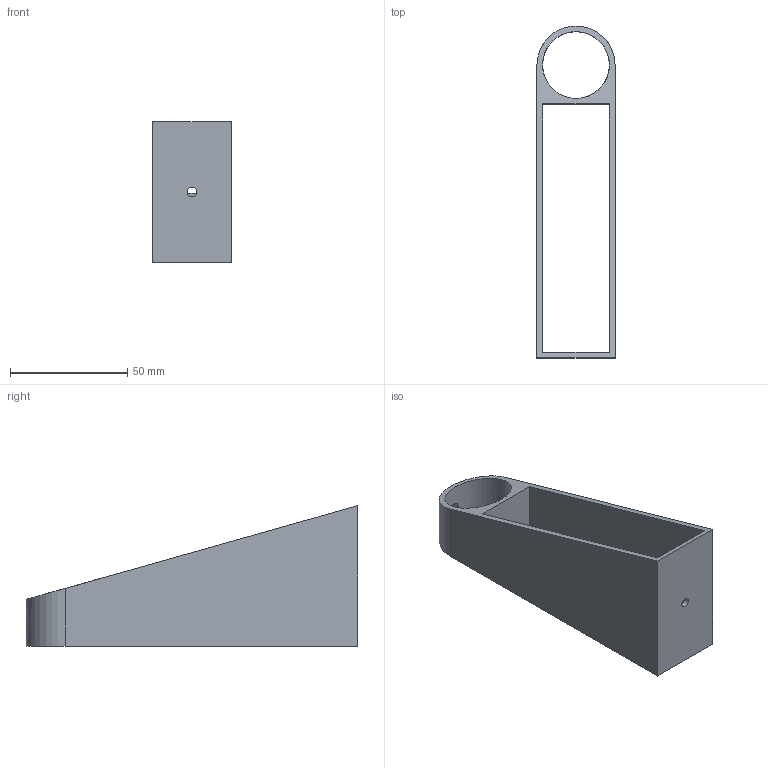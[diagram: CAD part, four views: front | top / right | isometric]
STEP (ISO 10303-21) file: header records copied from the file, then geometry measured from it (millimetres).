
FILE_DESCRIPTION(('FreeCAD Model'),'2;1');
FILE_NAME('Open CASCADE Shape Model','2025-03-21T22:45:58',(''),(''), 'Open CASCADE STEP processor 7.8','FreeCAD','Unknown');
FILE_SCHEMA(('CONFIG_CONTROL_DESIGN','SHAPE_APPEARANCE_LAYER_MIM'));
Length unit declared in the file: millimetre
Products named in the file (1): Body
Bounding box: 33.3 x 141.65 x 60 mm (x, y, z)
Volume: 36367.1 mm3; surface area: 29795.8 mm2
Topology: 1 solids, 1 shells, 14 faces, 37 edges, 25 vertices
Faces by surface type: plane 9, cylinder 5
Full cylindrical faces by diameter (mm): 4 x3, 28.5 x1
Entity records: 1480 total; most frequent: CARTESIAN_POINT 666, DIRECTION 136, LINE 83, VECTOR 83, ORIENTED_EDGE 74, PCURVE 74, DEFINITIONAL_REPRESENTATION 74, EDGE_CURVE 37
